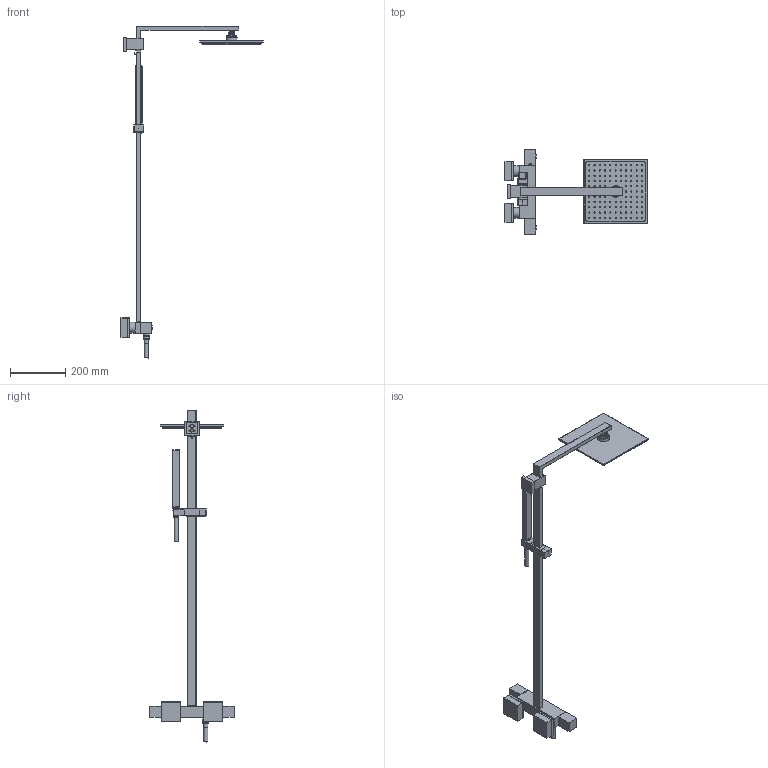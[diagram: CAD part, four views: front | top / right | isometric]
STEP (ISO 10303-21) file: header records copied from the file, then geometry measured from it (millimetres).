
FILE_DESCRIPTION(/* description */ ('Unknown'),/* implementation_level */ '2;1');
FILE_NAME(/* name */ '26087000',/* time_stamp */ '2022-08-29T09:24:55+02:00',/* author */ ('Unknown'),/* organization */ ('GROHE AG'),/* preprocessor_version */ 'ST-DEVELOPER v16.7',/* originating_system */ 'DEX',/* authorisation */ $);
FILE_SCHEMA (('AUTOMOTIVE_DESIGN {1 0 10303 214 3 1 1}'));
Length unit declared in the file: millimetre
Products named in the file (13): 26087000; 26087000_0; 26087000_1; id119; 02103-403380A; 1; 1_32; 1_40; M50150-022; M50150-043; M50150-045; M50150-046
Assembly tree (12 placements, depth 2):
  26087000
    26087000
    26087000_0
    26087000_1
    id119
    02103-403380A
    1
    1_32
    1_40
    M50150-022
    M50150-043
    M50150-045
    M50150-046
Bounding box: 514.8 x 303.9 x 1200.22 mm (x, y, z)
Volume: 204354.3 mm3; surface area: 494659.7 mm2
Topology: 3 solids, 62 shells, 462 faces, 1795 edges, 1346 vertices
Faces by surface type: cylinder 224, plane 171, bspline 27, torus 23, cone 11, sphere 6
Full cylindrical faces by diameter (mm): 4.1 x120, 6 x2, 15 x2, 15.3 x1, 16 x2, 18 x2, 19.9 x1, 23 x3, 36 x1, 39.045 x2
Entity records: 20623 total; most frequent: CARTESIAN_POINT 6608, DIRECTION 2455, ORIENTED_EDGE 2045, EDGE_CURVE 1502, VERTEX_POINT 1211, AXIS2_PLACEMENT_3D 905, EDGE_LOOP 773, FACE_BOUND 773
